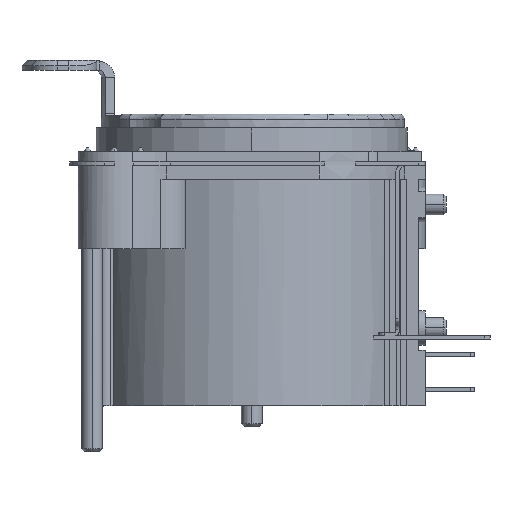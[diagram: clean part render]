
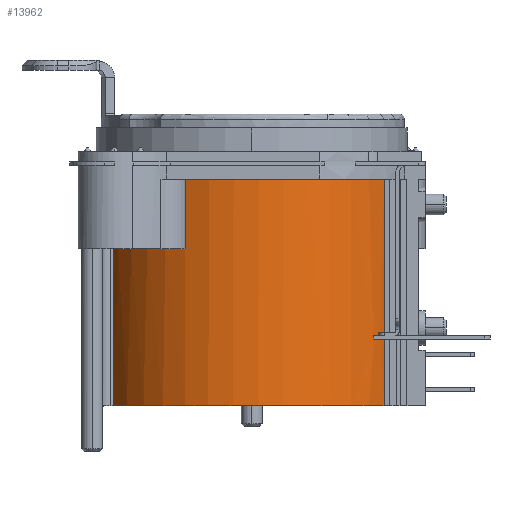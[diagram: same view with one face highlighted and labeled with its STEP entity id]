
A CAD part, left-side view. The second image highlights one B-rep face of the part: STEP entity #13962.
In plain terms, the highlighted cylindrical face has radius 11.2 mm (diameter 22.4 mm), a partial arc.
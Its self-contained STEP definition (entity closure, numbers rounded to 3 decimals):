
#1237=CARTESIAN_POINT('',(0.,0.,-4.7));
#1238=DIRECTION('',(0.,0.,1.));
#1239=DIRECTION('',(-0.904,0.427,0.));
#1240=AXIS2_PLACEMENT_3D('',#1237,#1238,#1239);
#1242=CARTESIAN_POINT('',(0.,0.,-21.));
#1243=DIRECTION('',(0.,0.,-1.));
#1244=DIRECTION('',(-0.527,-0.85,0.));
#1245=AXIS2_PLACEMENT_3D('',#1242,#1243,#1244);
#3061=DIRECTION('',(0.,0.,1.));
#3062=VECTOR('',#3061,0.25);
#3063=CARTESIAN_POINT('',(-7.,-8.743,-16.2));
#3064=LINE('',#3063,#3062);
#3082=CARTESIAN_POINT('',(0.,0.,-15.95));
#3083=DIRECTION('',(0.,0.,1.));
#3084=DIRECTION('',(-0.625,-0.781,0.));
#3085=AXIS2_PLACEMENT_3D('',#3082,#3083,#3084);
#3087=DIRECTION('',(0.,0.,1.));
#3088=VECTOR('',#3087,0.25);
#3089=CARTESIAN_POINT('',(-6.2,-9.327,-16.2));
#3090=LINE('',#3089,#3088);
#3099=CARTESIAN_POINT('',(0.,0.,-16.2));
#3100=DIRECTION('',(0.,0.,1.));
#3101=DIRECTION('',(-0.625,-0.781,0.));
#3102=AXIS2_PLACEMENT_3D('',#3099,#3100,#3101);
#3308=DIRECTION('',(0.,0.,-1.));
#3309=VECTOR('',#3308,5.);
#3310=CARTESIAN_POINT('',(-10.129,4.78,-4.7));
#3311=LINE('',#3310,#3309);
#3326=CARTESIAN_POINT('',(0.,0.,-9.7));
#3327=DIRECTION('',(0.,0.,1.));
#3328=DIRECTION('',(-0.512,0.859,0.));
#3329=AXIS2_PLACEMENT_3D('',#3326,#3327,#3328);
#3602=DIRECTION('',(0.,0.,1.));
#3603=VECTOR('',#3602,5.);
#3604=CARTESIAN_POINT('',(-5.732,9.622,-9.7));
#3605=LINE('',#3604,#3603);
#3606=CARTESIAN_POINT('',(0.,0.,-4.7));
#3607=DIRECTION('',(0.,0.,1.));
#3608=DIRECTION('',(-0.458,0.889,0.));
#3609=AXIS2_PLACEMENT_3D('',#3606,#3607,#3608);
#3644=DIRECTION('',(0.,0.,1.));
#3645=VECTOR('',#3644,16.3);
#3646=CARTESIAN_POINT('',(-5.135,9.954,-21.));
#3647=LINE('',#3646,#3645);
#5151=DIRECTION('',(0.,0.,1.));
#5152=VECTOR('',#5151,16.3);
#5153=CARTESIAN_POINT('',(-5.9,-9.52,-21.));
#5154=LINE('',#5153,#5152);
#12060=CARTESIAN_POINT('',(-5.135,9.954,-4.7));
#12061=CARTESIAN_POINT('',(-5.732,9.622,-4.7));
#12062=VERTEX_POINT('',#12060);
#12063=VERTEX_POINT('',#12061);
#12066=CARTESIAN_POINT('',(-5.9,-9.52,-21.));
#12067=CARTESIAN_POINT('',(-5.9,-9.52,-4.7));
#12068=VERTEX_POINT('',#12066);
#12069=VERTEX_POINT('',#12067);
#12201=CARTESIAN_POINT('',(-5.732,9.622,-9.7));
#12202=CARTESIAN_POINT('',(-10.129,4.78,-9.7));
#12203=VERTEX_POINT('',#12201);
#12204=VERTEX_POINT('',#12202);
#12207=CARTESIAN_POINT('',(-5.135,9.954,-21.));
#12208=VERTEX_POINT('',#12207);
#12213=CARTESIAN_POINT('',(-10.129,4.78,-4.7));
#12214=VERTEX_POINT('',#12213);
#12241=CARTESIAN_POINT('',(-7.,-8.743,-16.2));
#12242=CARTESIAN_POINT('',(-7.,-8.743,-15.95));
#12243=VERTEX_POINT('',#12241);
#12244=VERTEX_POINT('',#12242);
#12320=CARTESIAN_POINT('',(-6.2,-9.327,-16.2));
#12321=VERTEX_POINT('',#12320);
#12322=CARTESIAN_POINT('',(-6.2,-9.327,-15.95));
#12323=VERTEX_POINT('',#12322);
#13929=CARTESIAN_POINT('',(0.,0.,-1.));
#13930=DIRECTION('',(0.,0.,1.));
#13931=DIRECTION('',(1.,0.,0.));
#13932=AXIS2_PLACEMENT_3D('',#13929,#13930,#13931);
#13933=CYLINDRICAL_SURFACE('',#13932,11.2);
#13935=ORIENTED_EDGE('',*,*,#13934,.T.);
#13937=ORIENTED_EDGE('',*,*,#13936,.F.);
#13939=ORIENTED_EDGE('',*,*,#13938,.T.);
#13941=ORIENTED_EDGE('',*,*,#13940,.T.);
#13943=ORIENTED_EDGE('',*,*,#13942,.T.);
#13945=ORIENTED_EDGE('',*,*,#13944,.F.);
#13947=ORIENTED_EDGE('',*,*,#13946,.T.);
#13949=ORIENTED_EDGE('',*,*,#13948,.F.);
#13950=EDGE_LOOP('',(#13935,#13937,#13939,#13941,#13943,#13945,#13947,#13949));
#13951=FACE_OUTER_BOUND('',#13950,.F.);
#13953=ORIENTED_EDGE('',*,*,#13952,.F.);
#13955=ORIENTED_EDGE('',*,*,#13954,.T.);
#13957=ORIENTED_EDGE('',*,*,#13956,.T.);
#13959=ORIENTED_EDGE('',*,*,#13958,.F.);
#13960=EDGE_LOOP('',(#13953,#13955,#13957,#13959));
#13961=FACE_BOUND('',#13960,.F.);
#13962=ADVANCED_FACE('',(#13951,#13961),#13933,.T.);
#1241=CIRCLE('',#1240,11.2);
#1246=CIRCLE('',#1245,11.2);
#3086=CIRCLE('',#3085,11.2);
#3103=CIRCLE('',#3102,11.2);
#3330=CIRCLE('',#3329,11.2);
#3610=CIRCLE('',#3609,11.2);
#13934=EDGE_CURVE('',#12214,#12069,#1241,.T.);
#13936=EDGE_CURVE('',#12068,#12069,#5154,.T.);
#13938=EDGE_CURVE('',#12068,#12208,#1246,.T.);
#13940=EDGE_CURVE('',#12208,#12062,#3647,.T.);
#13942=EDGE_CURVE('',#12062,#12063,#3610,.T.);
#13944=EDGE_CURVE('',#12203,#12063,#3605,.T.);
#13946=EDGE_CURVE('',#12203,#12204,#3330,.T.);
#13948=EDGE_CURVE('',#12214,#12204,#3311,.T.);
#13952=EDGE_CURVE('',#12243,#12244,#3064,.T.);
#13954=EDGE_CURVE('',#12243,#12321,#3103,.T.);
#13956=EDGE_CURVE('',#12321,#12323,#3090,.T.);
#13958=EDGE_CURVE('',#12244,#12323,#3086,.T.);
